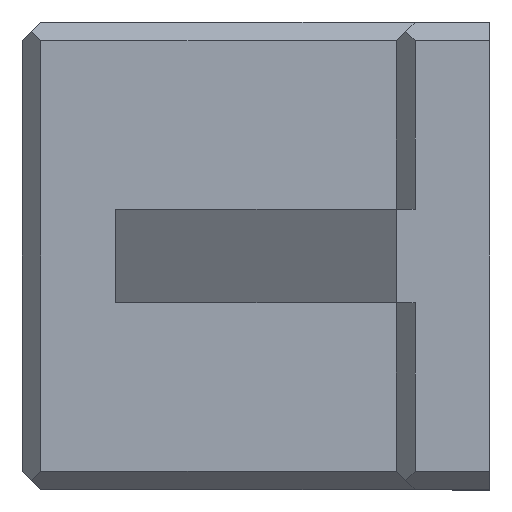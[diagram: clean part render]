
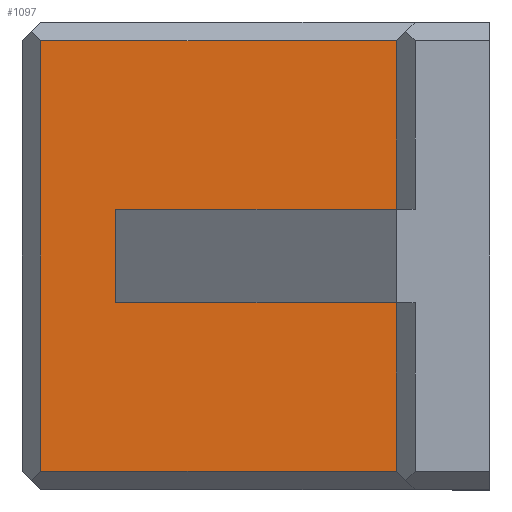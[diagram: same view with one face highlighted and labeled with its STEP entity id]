
A CAD part, left-side view. The second image highlights one B-rep face of the part: STEP entity #1097.
In plain terms, the highlighted planar face has unit normal (-1, 0, 0).
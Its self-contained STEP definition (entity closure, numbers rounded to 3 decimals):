
#28 = VECTOR ( 'NONE', #731, 1000. ) ;
#38 = PLANE ( 'NONE',  #1194 ) ;
#42 = CARTESIAN_POINT ( 'NONE',  ( -12.5, 25., 11.5 ) ) ;
#50 = LINE ( 'NONE', #268, #939 ) ;
#95 = LINE ( 'NONE', #1726, #28 ) ;
#115 = LINE ( 'NONE', #833, #1600 ) ;
#116 = EDGE_CURVE ( 'NONE', #1387, #986, #205, .T. ) ;
#186 = DIRECTION ( 'NONE',  ( 0., 0., -1. ) ) ;
#204 = LINE ( 'NONE', #1206, #726 ) ;
#205 = LINE ( 'NONE', #42, #1668 ) ;
#206 = EDGE_CURVE ( 'NONE', #1610, #1546, #95, .T. ) ;
#212 = ORIENTED_EDGE ( 'NONE', *, *, #1080, .T. ) ;
#255 = VERTEX_POINT ( 'NONE', #1307 ) ;
#268 = CARTESIAN_POINT ( 'NONE',  ( -12.5, 25., -11.5 ) ) ;
#270 = CARTESIAN_POINT ( 'NONE',  ( -12.5, 20., 2.5 ) ) ;
#280 = DIRECTION ( 'NONE',  ( 0., 0., 1. ) ) ;
#314 = VERTEX_POINT ( 'NONE', #1179 ) ;
#326 = CARTESIAN_POINT ( 'NONE',  ( -12.5, 25., -12.5 ) ) ;
#335 = ORIENTED_EDGE ( 'NONE', *, *, #402, .T. ) ;
#353 = FACE_OUTER_BOUND ( 'NONE', #1761, .T. ) ;
#359 = EDGE_CURVE ( 'NONE', #1527, #901, #1029, .T. ) ;
#401 = ORIENTED_EDGE ( 'NONE', *, *, #448, .T. ) ;
#402 = EDGE_CURVE ( 'NONE', #986, #314, #486, .T. ) ;
#448 = EDGE_CURVE ( 'NONE', #1610, #1527, #204, .T. ) ;
#486 = LINE ( 'NONE', #928, #1448 ) ;
#505 = CARTESIAN_POINT ( 'NONE',  ( -12.5, 25., 2.5 ) ) ;
#556 = ORIENTED_EDGE ( 'NONE', *, *, #359, .T. ) ;
#565 = CARTESIAN_POINT ( 'NONE',  ( -12.5, 5., -12.5 ) ) ;
#601 = EDGE_CURVE ( 'NONE', #314, #255, #50, .T. ) ;
#670 = DIRECTION ( 'NONE',  ( 0., 0., -1. ) ) ;
#695 = DIRECTION ( 'NONE',  ( 0., -1., 0. ) ) ;
#726 = VECTOR ( 'NONE', #942, 1000. ) ;
#731 = DIRECTION ( 'NONE',  ( 0., -1., 0. ) ) ;
#743 = EDGE_CURVE ( 'NONE', #255, #1546, #115, .T. ) ;
#790 = VECTOR ( 'NONE', #893, 1000. ) ;
#833 = CARTESIAN_POINT ( 'NONE',  ( -12.5, 5., -12.5 ) ) ;
#845 = CARTESIAN_POINT ( 'NONE',  ( -12.5, 24., 11.5 ) ) ;
#893 = DIRECTION ( 'NONE',  ( 0., -1., 0. ) ) ;
#901 = VERTEX_POINT ( 'NONE', #1539 ) ;
#915 = LINE ( 'NONE', #565, #1351 ) ;
#928 = CARTESIAN_POINT ( 'NONE',  ( -12.5, 24., -11.5 ) ) ;
#939 = VECTOR ( 'NONE', #695, 1000. ) ;
#942 = DIRECTION ( 'NONE',  ( 0., 0., 1. ) ) ;
#986 = VERTEX_POINT ( 'NONE', #845 ) ;
#1029 = LINE ( 'NONE', #505, #790 ) ;
#1030 = ORIENTED_EDGE ( 'NONE', *, *, #601, .T. ) ;
#1060 = ORIENTED_EDGE ( 'NONE', *, *, #116, .T. ) ;
#1080 = EDGE_CURVE ( 'NONE', #901, #1387, #915, .T. ) ;
#1097 = ADVANCED_FACE ( 'NONE', ( #353 ), #38, .F. ) ;
#1108 = CARTESIAN_POINT ( 'NONE',  ( -12.5, 20., -2.5 ) ) ;
#1167 = ORIENTED_EDGE ( 'NONE', *, *, #206, .F. ) ;
#1179 = CARTESIAN_POINT ( 'NONE',  ( -12.5, 24., -11.5 ) ) ;
#1194 = AXIS2_PLACEMENT_3D ( 'NONE', #326, #1278, #186 ) ;
#1206 = CARTESIAN_POINT ( 'NONE',  ( -12.5, 20., -12.5 ) ) ;
#1267 = ORIENTED_EDGE ( 'NONE', *, *, #743, .T. ) ;
#1278 = DIRECTION ( 'NONE',  ( 1., 0., 0. ) ) ;
#1307 = CARTESIAN_POINT ( 'NONE',  ( -12.5, 5., -11.5 ) ) ;
#1351 = VECTOR ( 'NONE', #1550, 1000. ) ;
#1387 = VERTEX_POINT ( 'NONE', #1492 ) ;
#1388 = CARTESIAN_POINT ( 'NONE',  ( -12.5, 5., -2.5 ) ) ;
#1448 = VECTOR ( 'NONE', #670, 1000. ) ;
#1492 = CARTESIAN_POINT ( 'NONE',  ( -12.5, 5., 11.5 ) ) ;
#1527 = VERTEX_POINT ( 'NONE', #270 ) ;
#1539 = CARTESIAN_POINT ( 'NONE',  ( -12.5, 5., 2.5 ) ) ;
#1546 = VERTEX_POINT ( 'NONE', #1388 ) ;
#1550 = DIRECTION ( 'NONE',  ( 0., 0., 1. ) ) ;
#1584 = DIRECTION ( 'NONE',  ( 0., 1., 0. ) ) ;
#1600 = VECTOR ( 'NONE', #280, 1000. ) ;
#1610 = VERTEX_POINT ( 'NONE', #1108 ) ;
#1668 = VECTOR ( 'NONE', #1584, 1000. ) ;
#1726 = CARTESIAN_POINT ( 'NONE',  ( -12.5, 25., -2.5 ) ) ;
#1761 = EDGE_LOOP ( 'NONE', ( #1060, #335, #1030, #1267, #1167, #401, #556, #212 ) ) ;
